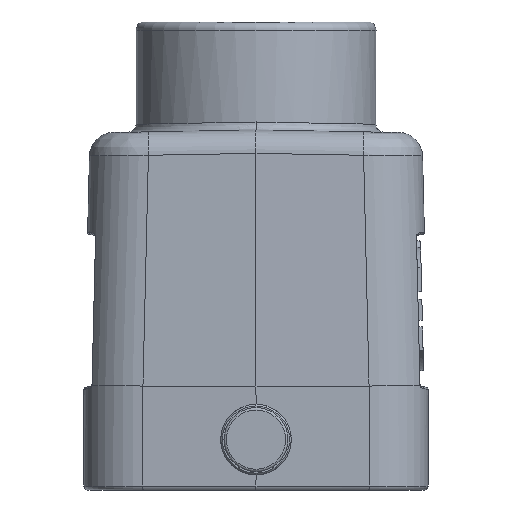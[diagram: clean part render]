
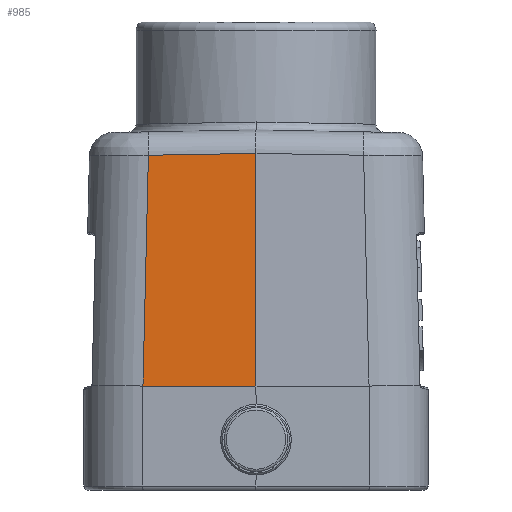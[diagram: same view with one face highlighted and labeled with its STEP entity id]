
A CAD part, left-side view. The second image highlights one B-rep face of the part: STEP entity #985.
In plain terms, the highlighted planar face has unit normal (-1, 0.018, 0.026).
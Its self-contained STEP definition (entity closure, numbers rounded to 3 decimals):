
#985=ADVANCED_FACE('',(#1424),#1271,.F.);
#1271=PLANE('',#5776);
#1424=FACE_OUTER_BOUND('',#1693,.T.);
#1693=EDGE_LOOP('',(#2324,#2325,#2326,#2327,#2328));
#2011=ELLIPSE('',#5757,286.555,7.5);
#2324=ORIENTED_EDGE('',*,*,#4126,.T.);
#2325=ORIENTED_EDGE('',*,*,#4121,.T.);
#2326=ORIENTED_EDGE('',*,*,#3956,.T.);
#2327=ORIENTED_EDGE('',*,*,#4156,.T.);
#2328=ORIENTED_EDGE('',*,*,#4157,.T.);
#3500=VERTEX_POINT('',#7491);
#3501=VERTEX_POINT('',#7493);
#3655=VERTEX_POINT('',#8198);
#3658=VERTEX_POINT('',#8244);
#3686=VERTEX_POINT('',#8312);
#3956=EDGE_CURVE('',#3501,#3500,#4650,.T.);
#4121=EDGE_CURVE('',#3655,#3501,#2011,.T.);
#4126=EDGE_CURVE('',#3658,#3655,#4770,.T.);
#4156=EDGE_CURVE('',#3500,#3686,#4786,.T.);
#4157=EDGE_CURVE('',#3686,#3658,#4787,.T.);
#4650=LINE('',#7492,#5049);
#4770=LINE('',#8243,#5169);
#4786=LINE('',#8311,#5185);
#4787=LINE('',#8313,#5186);
#5049=VECTOR('',#6199,1.);
#5169=VECTOR('',#6387,1.);
#5185=VECTOR('',#6435,1.);
#5186=VECTOR('',#6436,1.);
#5757=AXIS2_PLACEMENT_3D('',#8197,#6381,#6382);
#5776=AXIS2_PLACEMENT_3D('',#8314,#6437,#6438);
#6199=DIRECTION('',(-0.017,-1.,0.));
#6381=DIRECTION('',(-1.,0.017,0.026));
#6382=DIRECTION('',(-0.026,0.,-1.));
#6387=DIRECTION('',(-0.026,0.024,-0.999));
#6435=DIRECTION('',(0.026,0.,1.));
#6436=DIRECTION('',(0.017,1.,-0.017));
#6437=DIRECTION('',(1.,-0.017,-0.026));
#6438=DIRECTION('',(0.026,0.,1.));
#7491=CARTESIAN_POINT('',(-36.3,0.,3.85));
#7492=CARTESIAN_POINT('',(-36.3,0.008,3.85));
#7493=CARTESIAN_POINT('',(-36.053,14.131,3.847));
#8197=CARTESIAN_POINT('',(-28.554,14.,290.304));
#8198=CARTESIAN_POINT('',(-36.053,14.134,3.847));
#8243=CARTESIAN_POINT('',(-36.058,14.138,3.676));
#8244=CARTESIAN_POINT('',(-35.31,13.45,32.694));
#8311=CARTESIAN_POINT('',(-35.383,0.,38.85));
#8312=CARTESIAN_POINT('',(-35.539,0.,32.929));
#8313=CARTESIAN_POINT('',(-35.187,20.7,32.568));
#8314=CARTESIAN_POINT('',(-35.383,0.,38.85));
